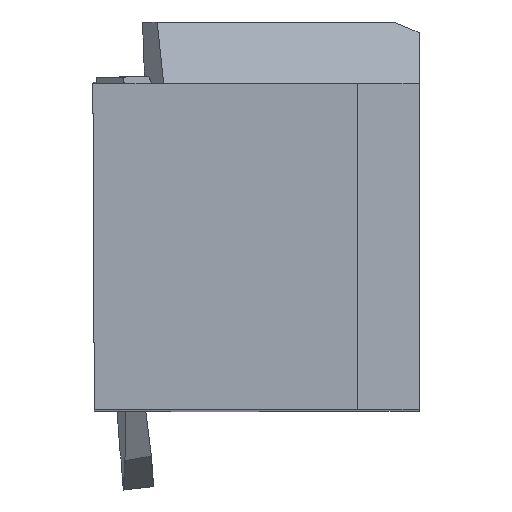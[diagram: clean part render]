
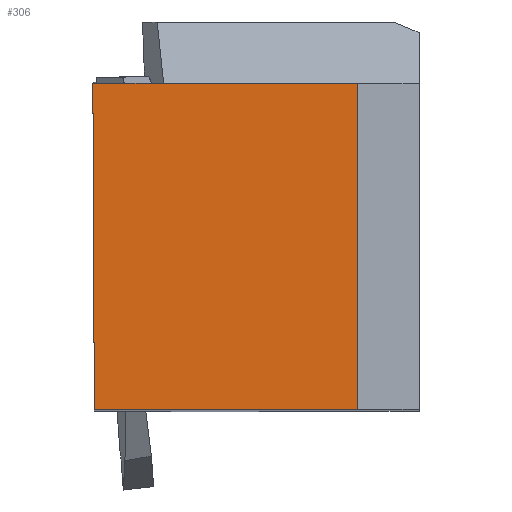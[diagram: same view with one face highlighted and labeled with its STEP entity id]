
A CAD part, top view. The second image highlights one B-rep face of the part: STEP entity #306.
In plain terms, the highlighted planar face has unit normal (0, 0, 1).
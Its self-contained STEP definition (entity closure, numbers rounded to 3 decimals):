
#250=PLANE('',#2212);
#306=ADVANCED_FACE('BLANK_BOXF006',(#452),#250,.F.);
#452=FACE_OUTER_BOUND('',#569,.T.);
#569=EDGE_LOOP('',(#767,#768,#769,#770));
#767=ORIENTED_EDGE('',*,*,#1542,.F.);
#768=ORIENTED_EDGE('',*,*,#1532,.T.);
#769=ORIENTED_EDGE('',*,*,#1543,.T.);
#770=ORIENTED_EDGE('',*,*,#1544,.F.);
#1340=VERTEX_POINT('',#3012);
#1341=VERTEX_POINT('',#3013);
#1347=VERTEX_POINT('',#3031);
#1348=VERTEX_POINT('',#3033);
#1532=EDGE_CURVE('',#1340,#1341,#1830,.T.);
#1542=EDGE_CURVE('',#1340,#1347,#1839,.T.);
#1543=EDGE_CURVE('',#1341,#1348,#1840,.T.);
#1544=EDGE_CURVE('',#1347,#1348,#1841,.T.);
#1830=LINE('',#3011,#1985);
#1839=LINE('',#3030,#1994);
#1840=LINE('',#3032,#1995);
#1841=LINE('',#3034,#1996);
#1985=VECTOR('',#2447,1.);
#1994=VECTOR('',#2462,1.);
#1995=VECTOR('',#2463,1.);
#1996=VECTOR('',#2464,1.);
#2212=AXIS2_PLACEMENT_3D('',#3035,#2465,#2466);
#2447=DIRECTION('',(1.,0.,0.));
#2462=DIRECTION('',(-0.004,1.,0.));
#2463=DIRECTION('',(0.,1.,0.));
#2464=DIRECTION('',(1.,0.,0.));
#2465=DIRECTION('',(0.,0.,-1.));
#2466=DIRECTION('',(1.,0.,0.));
#3011=CARTESIAN_POINT('',(-16.075,0.,0.));
#3012=CARTESIAN_POINT('',(0.069,0.,0.));
#3013=CARTESIAN_POINT('',(12.925,0.,0.));
#3030=CARTESIAN_POINT('',(-0.014,19.026,0.));
#3031=CARTESIAN_POINT('',(0.,15.925,0.));
#3032=CARTESIAN_POINT('',(12.925,19.,0.));
#3033=CARTESIAN_POINT('',(12.925,15.925,0.));
#3034=CARTESIAN_POINT('',(-16.075,15.925,0.));
#3035=CARTESIAN_POINT('',(-6.,19.,0.));
